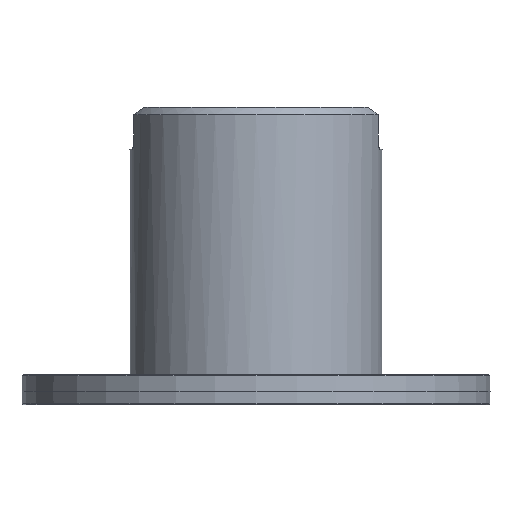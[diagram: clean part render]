
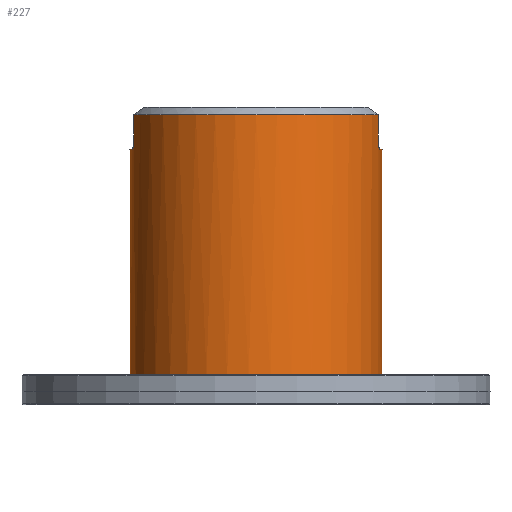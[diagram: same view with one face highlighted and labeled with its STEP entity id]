
A CAD part, left-side view. The second image highlights one B-rep face of the part: STEP entity #227.
In plain terms, the highlighted cylindrical face has radius 17 mm (diameter 34 mm), a full revolution.
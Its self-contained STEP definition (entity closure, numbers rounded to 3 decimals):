
#91=CYLINDRICAL_SURFACE('',#863,17.);
#106=FACE_BOUND('',#325,.T.);
#107=FACE_BOUND('',#326,.T.);
#190=B_SPLINE_CURVE_WITH_KNOTS('',3,(#1198,#1199,#1200,#1201,#1202,#1203,
#1204,#1205,#1206,#1207,#1208,#1209,#1210,#1211,#1212,#1213),
 .UNSPECIFIED.,.F.,.F.,(4,3,3,3,3,4),(0.,0.221,0.443,
0.663,0.878,1.),.UNSPECIFIED.);
#191=B_SPLINE_CURVE_WITH_KNOTS('',3,(#1217,#1218,#1219,#1220,#1221,#1222,
#1223,#1224,#1225,#1226,#1227,#1228,#1229,#1230,#1231,#1232),
 .UNSPECIFIED.,.F.,.F.,(4,3,3,3,3,4),(0.,0.208,0.415,
0.626,0.842,1.),.UNSPECIFIED.);
#192=B_SPLINE_CURVE_WITH_KNOTS('',3,(#1240,#1241,#1242,#1243,#1244,#1245,
#1246,#1247,#1248,#1249,#1250,#1251,#1252,#1253,#1254,#1255),
 .UNSPECIFIED.,.F.,.F.,(4,3,3,3,3,4),(0.,0.221,0.443,
0.663,0.878,1.),.UNSPECIFIED.);
#193=B_SPLINE_CURVE_WITH_KNOTS('',3,(#1259,#1260,#1261,#1262,#1263,#1264,
#1265,#1266,#1267,#1268,#1269,#1270,#1271,#1272,#1273,#1274),
 .UNSPECIFIED.,.F.,.F.,(4,3,3,3,3,4),(0.,0.208,0.415,
0.626,0.842,1.),.UNSPECIFIED.);
#227=ADVANCED_FACE('',(#106,#107),#91,.T.);
#325=EDGE_LOOP('',(#476,#477,#478,#479,#480,#481,#482,#483,#484,#485,#486,
#487));
#326=EDGE_LOOP('',(#488));
#419=CIRCLE('',#857,17.);
#420=CIRCLE('',#859,17.);
#421=CIRCLE('',#860,17.);
#422=CIRCLE('',#861,17.);
#423=CIRCLE('',#862,17.);
#476=ORIENTED_EDGE('',*,*,#720,.F.);
#477=ORIENTED_EDGE('',*,*,#721,.T.);
#478=ORIENTED_EDGE('',*,*,#722,.F.);
#479=ORIENTED_EDGE('',*,*,#723,.F.);
#480=ORIENTED_EDGE('',*,*,#724,.F.);
#481=ORIENTED_EDGE('',*,*,#725,.F.);
#482=ORIENTED_EDGE('',*,*,#726,.F.);
#483=ORIENTED_EDGE('',*,*,#727,.T.);
#484=ORIENTED_EDGE('',*,*,#728,.F.);
#485=ORIENTED_EDGE('',*,*,#729,.F.);
#486=ORIENTED_EDGE('',*,*,#730,.F.);
#487=ORIENTED_EDGE('',*,*,#731,.F.);
#488=ORIENTED_EDGE('',*,*,#719,.F.);
#649=VERTEX_POINT('',#1189);
#650=VERTEX_POINT('',#1192);
#651=VERTEX_POINT('',#1193);
#652=VERTEX_POINT('',#1195);
#653=VERTEX_POINT('',#1197);
#654=VERTEX_POINT('',#1214);
#655=VERTEX_POINT('',#1216);
#656=VERTEX_POINT('',#1233);
#657=VERTEX_POINT('',#1235);
#658=VERTEX_POINT('',#1237);
#659=VERTEX_POINT('',#1239);
#660=VERTEX_POINT('',#1256);
#661=VERTEX_POINT('',#1258);
#719=EDGE_CURVE('',#649,#649,#419,.T.);
#720=EDGE_CURVE('',#650,#651,#800,.T.);
#721=EDGE_CURVE('',#650,#652,#420,.T.);
#722=EDGE_CURVE('',#653,#652,#801,.T.);
#723=EDGE_CURVE('',#654,#653,#190,.T.);
#724=EDGE_CURVE('',#655,#654,#421,.T.);
#725=EDGE_CURVE('',#656,#655,#191,.T.);
#726=EDGE_CURVE('',#657,#656,#802,.T.);
#727=EDGE_CURVE('',#657,#658,#422,.T.);
#728=EDGE_CURVE('',#659,#658,#803,.T.);
#729=EDGE_CURVE('',#660,#659,#192,.T.);
#730=EDGE_CURVE('',#661,#660,#423,.T.);
#731=EDGE_CURVE('',#651,#661,#193,.T.);
#800=LINE('',#1191,#824);
#801=LINE('',#1196,#825);
#802=LINE('',#1234,#826);
#803=LINE('',#1238,#827);
#824=VECTOR('',#964,1.);
#825=VECTOR('',#967,1.);
#826=VECTOR('',#970,1.);
#827=VECTOR('',#973,1.);
#857=AXIS2_PLACEMENT_3D('',#1188,#960,#961);
#859=AXIS2_PLACEMENT_3D('',#1194,#965,#966);
#860=AXIS2_PLACEMENT_3D('',#1215,#968,#969);
#861=AXIS2_PLACEMENT_3D('',#1236,#971,#972);
#862=AXIS2_PLACEMENT_3D('',#1257,#974,#975);
#863=AXIS2_PLACEMENT_3D('',#1275,#976,#977);
#960=DIRECTION('',(0.,0.,-1.));
#961=DIRECTION('',(0.,-1.,0.));
#964=DIRECTION('',(0.,0.,-1.));
#965=DIRECTION('',(0.,0.,-1.));
#966=DIRECTION('',(-1.,0.,0.));
#967=DIRECTION('',(0.,0.,1.));
#968=DIRECTION('',(0.,0.,1.));
#969=DIRECTION('',(0.,-1.,0.));
#970=DIRECTION('',(0.,0.,-1.));
#971=DIRECTION('',(0.,0.,-1.));
#972=DIRECTION('',(-1.,0.,0.));
#973=DIRECTION('',(0.,0.,1.));
#974=DIRECTION('',(0.,0.,1.));
#975=DIRECTION('',(0.,-1.,0.));
#976=DIRECTION('',(0.,0.,1.));
#977=DIRECTION('',(-1.,0.,0.));
#1188=CARTESIAN_POINT('',(0.,0.,-36.3));
#1189=CARTESIAN_POINT('',(0.,-17.,-36.3));
#1191=CARTESIAN_POINT('',(-4.2,-16.473,0.));
#1192=CARTESIAN_POINT('',(-4.2,-16.473,-1.));
#1193=CARTESIAN_POINT('',(-4.2,-16.473,-4.8));
#1194=CARTESIAN_POINT('',(0.,0.,-1.));
#1195=CARTESIAN_POINT('',(-4.2,16.473,-1.));
#1196=CARTESIAN_POINT('',(-4.2,16.473,0.));
#1197=CARTESIAN_POINT('',(-4.2,16.473,-4.8));
#1198=CARTESIAN_POINT('',(-3.4,16.657,-5.6));
#1199=CARTESIAN_POINT('',(-3.491,16.638,-5.6));
#1200=CARTESIAN_POINT('',(-3.584,16.618,-5.584));
#1201=CARTESIAN_POINT('',(-3.67,16.599,-5.553));
#1202=CARTESIAN_POINT('',(-3.756,16.58,-5.522));
#1203=CARTESIAN_POINT('',(-3.838,16.561,-5.476));
#1204=CARTESIAN_POINT('',(-3.909,16.545,-5.417));
#1205=CARTESIAN_POINT('',(-3.979,16.528,-5.359));
#1206=CARTESIAN_POINT('',(-4.041,16.513,-5.288));
#1207=CARTESIAN_POINT('',(-4.088,16.501,-5.209));
#1208=CARTESIAN_POINT('',(-4.134,16.49,-5.131));
#1209=CARTESIAN_POINT('',(-4.167,16.481,-5.044));
#1210=CARTESIAN_POINT('',(-4.185,16.477,-4.956));
#1211=CARTESIAN_POINT('',(-4.195,16.474,-4.904));
#1212=CARTESIAN_POINT('',(-4.2,16.473,-4.852));
#1213=CARTESIAN_POINT('',(-4.2,16.473,-4.8));
#1214=CARTESIAN_POINT('',(-3.4,16.657,-5.6));
#1215=CARTESIAN_POINT('',(0.,0.,-5.6));
#1216=CARTESIAN_POINT('',(3.4,16.657,-5.6));
#1217=CARTESIAN_POINT('',(4.2,16.473,-4.8));
#1218=CARTESIAN_POINT('',(4.2,16.473,-4.888));
#1219=CARTESIAN_POINT('',(4.185,16.477,-4.976));
#1220=CARTESIAN_POINT('',(4.157,16.484,-5.059));
#1221=CARTESIAN_POINT('',(4.129,16.491,-5.142));
#1222=CARTESIAN_POINT('',(4.086,16.502,-5.22));
#1223=CARTESIAN_POINT('',(4.033,16.515,-5.289));
#1224=CARTESIAN_POINT('',(3.98,16.528,-5.358));
#1225=CARTESIAN_POINT('',(3.914,16.544,-5.419));
#1226=CARTESIAN_POINT('',(3.841,16.56,-5.467));
#1227=CARTESIAN_POINT('',(3.766,16.578,-5.517));
#1228=CARTESIAN_POINT('',(3.682,16.597,-5.554));
#1229=CARTESIAN_POINT('',(3.595,16.615,-5.576));
#1230=CARTESIAN_POINT('',(3.532,16.629,-5.592));
#1231=CARTESIAN_POINT('',(3.466,16.643,-5.6));
#1232=CARTESIAN_POINT('',(3.4,16.657,-5.6));
#1233=CARTESIAN_POINT('',(4.2,16.473,-4.8));
#1234=CARTESIAN_POINT('',(4.2,16.473,0.));
#1235=CARTESIAN_POINT('',(4.2,16.473,-1.));
#1236=CARTESIAN_POINT('',(0.,0.,-1.));
#1237=CARTESIAN_POINT('',(4.2,-16.473,-1.));
#1238=CARTESIAN_POINT('',(4.2,-16.473,0.));
#1239=CARTESIAN_POINT('',(4.2,-16.473,-4.8));
#1240=CARTESIAN_POINT('',(3.4,-16.657,-5.6));
#1241=CARTESIAN_POINT('',(3.491,-16.638,-5.6));
#1242=CARTESIAN_POINT('',(3.584,-16.618,-5.584));
#1243=CARTESIAN_POINT('',(3.67,-16.599,-5.553));
#1244=CARTESIAN_POINT('',(3.756,-16.58,-5.522));
#1245=CARTESIAN_POINT('',(3.838,-16.561,-5.476));
#1246=CARTESIAN_POINT('',(3.909,-16.545,-5.417));
#1247=CARTESIAN_POINT('',(3.979,-16.528,-5.359));
#1248=CARTESIAN_POINT('',(4.041,-16.513,-5.288));
#1249=CARTESIAN_POINT('',(4.088,-16.501,-5.209));
#1250=CARTESIAN_POINT('',(4.134,-16.49,-5.131));
#1251=CARTESIAN_POINT('',(4.167,-16.481,-5.044));
#1252=CARTESIAN_POINT('',(4.185,-16.477,-4.956));
#1253=CARTESIAN_POINT('',(4.195,-16.474,-4.904));
#1254=CARTESIAN_POINT('',(4.2,-16.473,-4.852));
#1255=CARTESIAN_POINT('',(4.2,-16.473,-4.8));
#1256=CARTESIAN_POINT('',(3.4,-16.657,-5.6));
#1257=CARTESIAN_POINT('',(0.,0.,-5.6));
#1258=CARTESIAN_POINT('',(-3.4,-16.657,-5.6));
#1259=CARTESIAN_POINT('',(-4.2,-16.473,-4.8));
#1260=CARTESIAN_POINT('',(-4.2,-16.473,-4.888));
#1261=CARTESIAN_POINT('',(-4.185,-16.477,-4.976));
#1262=CARTESIAN_POINT('',(-4.157,-16.484,-5.059));
#1263=CARTESIAN_POINT('',(-4.129,-16.491,-5.142));
#1264=CARTESIAN_POINT('',(-4.086,-16.502,-5.22));
#1265=CARTESIAN_POINT('',(-4.033,-16.515,-5.289));
#1266=CARTESIAN_POINT('',(-3.98,-16.528,-5.358));
#1267=CARTESIAN_POINT('',(-3.914,-16.544,-5.419));
#1268=CARTESIAN_POINT('',(-3.841,-16.56,-5.467));
#1269=CARTESIAN_POINT('',(-3.766,-16.578,-5.517));
#1270=CARTESIAN_POINT('',(-3.682,-16.597,-5.554));
#1271=CARTESIAN_POINT('',(-3.595,-16.615,-5.576));
#1272=CARTESIAN_POINT('',(-3.532,-16.629,-5.592));
#1273=CARTESIAN_POINT('',(-3.466,-16.643,-5.6));
#1274=CARTESIAN_POINT('',(-3.4,-16.657,-5.6));
#1275=CARTESIAN_POINT('',(0.,0.,0.));
